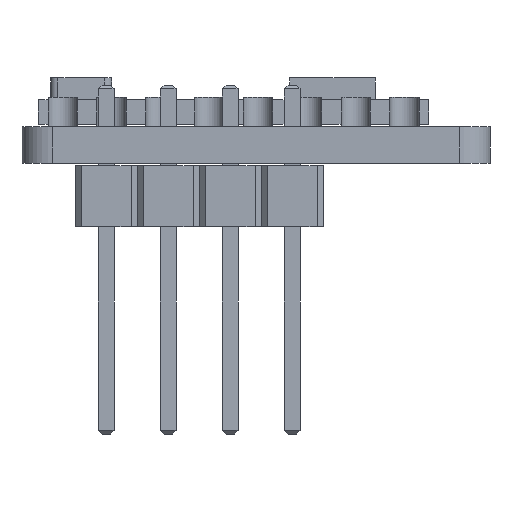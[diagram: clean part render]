
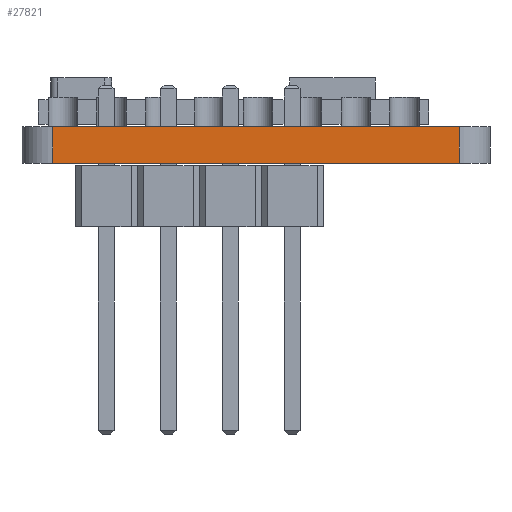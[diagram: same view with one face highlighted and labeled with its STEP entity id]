
A CAD part, front view. The second image highlights one B-rep face of the part: STEP entity #27821.
In plain terms, the highlighted planar face has unit normal (0, -1, 0).
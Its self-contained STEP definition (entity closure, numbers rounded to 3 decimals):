
#8933 = PLANE('',#8934);
#8934 = AXIS2_PLACEMENT_3D('',#8935,#8936,#8937);
#8935 = CARTESIAN_POINT('',(1.365,30.893,1.5));
#8936 = DIRECTION('',(0.,0.,1.));
#8937 = DIRECTION('',(1.,0.,0.));
#8985 = PLANE('',#8986);
#8986 = AXIS2_PLACEMENT_3D('',#8987,#8988,#8989);
#8987 = CARTESIAN_POINT('',(1.365,30.893,0.));
#8988 = DIRECTION('',(0.,0.,1.));
#8989 = DIRECTION('',(1.,0.,0.));
#16535 = VERTEX_POINT('',#16536);
#16536 = CARTESIAN_POINT('',(1.397,0.127,1.5));
#16551 = CYLINDRICAL_SURFACE('',#16552,1.27);
#16552 = AXIS2_PLACEMENT_3D('',#16553,#16554,#16555);
#16553 = CARTESIAN_POINT('',(1.397,1.397,0.));
#16554 = DIRECTION('',(-0.,-0.,-1.));
#16555 = DIRECTION('',(1.,0.,0.));
#16563 = EDGE_CURVE('',#16564,#16535,#16566,.T.);
#16564 = VERTEX_POINT('',#16565);
#16565 = CARTESIAN_POINT('',(18.034,0.127,1.5));
#16566 = SURFACE_CURVE('',#16567,(#16571,#16578),.PCURVE_S1.);
#16567 = LINE('',#16568,#16569);
#16568 = CARTESIAN_POINT('',(18.034,0.127,1.5));
#16569 = VECTOR('',#16570,1.);
#16570 = DIRECTION('',(-1.,0.,0.));
#16571 = PCURVE('',#8933,#16572);
#16572 = DEFINITIONAL_REPRESENTATION('',(#16573),#16577);
#16573 = LINE('',#16574,#16575);
#16574 = CARTESIAN_POINT('',(16.669,-30.766));
#16575 = VECTOR('',#16576,1.);
#16576 = DIRECTION('',(-1.,0.));
#16577 = ( GEOMETRIC_REPRESENTATION_CONTEXT(2) 
PARAMETRIC_REPRESENTATION_CONTEXT() REPRESENTATION_CONTEXT('2D SPACE',''
  ) );
#16578 = PCURVE('',#16579,#16584);
#16579 = PLANE('',#16580);
#16580 = AXIS2_PLACEMENT_3D('',#16581,#16582,#16583);
#16581 = CARTESIAN_POINT('',(18.034,0.127,0.));
#16582 = DIRECTION('',(0.,-1.,0.));
#16583 = DIRECTION('',(-1.,0.,0.));
#16584 = DEFINITIONAL_REPRESENTATION('',(#16585),#16589);
#16585 = LINE('',#16586,#16587);
#16586 = CARTESIAN_POINT('',(0.,-1.5));
#16587 = VECTOR('',#16588,1.);
#16588 = DIRECTION('',(1.,0.));
#16589 = ( GEOMETRIC_REPRESENTATION_CONTEXT(2) 
PARAMETRIC_REPRESENTATION_CONTEXT() REPRESENTATION_CONTEXT('2D SPACE',''
  ) );
#16608 = CYLINDRICAL_SURFACE('',#16609,1.27);
#16609 = AXIS2_PLACEMENT_3D('',#16610,#16611,#16612);
#16610 = CARTESIAN_POINT('',(18.034,1.397,0.));
#16611 = DIRECTION('',(-0.,-0.,-1.));
#16612 = DIRECTION('',(1.,0.,0.));
#22184 = VERTEX_POINT('',#22185);
#22185 = CARTESIAN_POINT('',(1.397,0.127,0.));
#22207 = EDGE_CURVE('',#22208,#22184,#22210,.T.);
#22208 = VERTEX_POINT('',#22209);
#22209 = CARTESIAN_POINT('',(18.034,0.127,0.));
#22210 = SURFACE_CURVE('',#22211,(#22215,#22222),.PCURVE_S1.);
#22211 = LINE('',#22212,#22213);
#22212 = CARTESIAN_POINT('',(18.034,0.127,0.));
#22213 = VECTOR('',#22214,1.);
#22214 = DIRECTION('',(-1.,0.,0.));
#22215 = PCURVE('',#8985,#22216);
#22216 = DEFINITIONAL_REPRESENTATION('',(#22217),#22221);
#22217 = LINE('',#22218,#22219);
#22218 = CARTESIAN_POINT('',(16.669,-30.766));
#22219 = VECTOR('',#22220,1.);
#22220 = DIRECTION('',(-1.,0.));
#22221 = ( GEOMETRIC_REPRESENTATION_CONTEXT(2) 
PARAMETRIC_REPRESENTATION_CONTEXT() REPRESENTATION_CONTEXT('2D SPACE',''
  ) );
#22222 = PCURVE('',#16579,#22223);
#22223 = DEFINITIONAL_REPRESENTATION('',(#22224),#22228);
#22224 = LINE('',#22225,#22226);
#22225 = CARTESIAN_POINT('',(0.,-0.));
#22226 = VECTOR('',#22227,1.);
#22227 = DIRECTION('',(1.,0.));
#22228 = ( GEOMETRIC_REPRESENTATION_CONTEXT(2) 
PARAMETRIC_REPRESENTATION_CONTEXT() REPRESENTATION_CONTEXT('2D SPACE',''
  ) );
#27774 = EDGE_CURVE('',#22208,#16564,#27775,.T.);
#27775 = SURFACE_CURVE('',#27776,(#27780,#27787),.PCURVE_S1.);
#27776 = LINE('',#27777,#27778);
#27777 = CARTESIAN_POINT('',(18.034,0.127,0.));
#27778 = VECTOR('',#27779,1.);
#27779 = DIRECTION('',(0.,0.,1.));
#27780 = PCURVE('',#16608,#27781);
#27781 = DEFINITIONAL_REPRESENTATION('',(#27782),#27786);
#27782 = LINE('',#27783,#27784);
#27783 = CARTESIAN_POINT('',(1.571,0.));
#27784 = VECTOR('',#27785,1.);
#27785 = DIRECTION('',(-0.,-1.));
#27786 = ( GEOMETRIC_REPRESENTATION_CONTEXT(2) 
PARAMETRIC_REPRESENTATION_CONTEXT() REPRESENTATION_CONTEXT('2D SPACE',''
  ) );
#27787 = PCURVE('',#16579,#27788);
#27788 = DEFINITIONAL_REPRESENTATION('',(#27789),#27793);
#27789 = LINE('',#27790,#27791);
#27790 = CARTESIAN_POINT('',(0.,-0.));
#27791 = VECTOR('',#27792,1.);
#27792 = DIRECTION('',(0.,-1.));
#27793 = ( GEOMETRIC_REPRESENTATION_CONTEXT(2) 
PARAMETRIC_REPRESENTATION_CONTEXT() REPRESENTATION_CONTEXT('2D SPACE',''
  ) );
#27799 = EDGE_CURVE('',#22184,#16535,#27800,.T.);
#27800 = SURFACE_CURVE('',#27801,(#27805,#27812),.PCURVE_S1.);
#27801 = LINE('',#27802,#27803);
#27802 = CARTESIAN_POINT('',(1.397,0.127,0.));
#27803 = VECTOR('',#27804,1.);
#27804 = DIRECTION('',(0.,0.,1.));
#27805 = PCURVE('',#16551,#27806);
#27806 = DEFINITIONAL_REPRESENTATION('',(#27807),#27811);
#27807 = LINE('',#27808,#27809);
#27808 = CARTESIAN_POINT('',(1.571,0.));
#27809 = VECTOR('',#27810,1.);
#27810 = DIRECTION('',(-0.,-1.));
#27811 = ( GEOMETRIC_REPRESENTATION_CONTEXT(2) 
PARAMETRIC_REPRESENTATION_CONTEXT() REPRESENTATION_CONTEXT('2D SPACE',''
  ) );
#27812 = PCURVE('',#16579,#27813);
#27813 = DEFINITIONAL_REPRESENTATION('',(#27814),#27818);
#27814 = LINE('',#27815,#27816);
#27815 = CARTESIAN_POINT('',(16.637,0.));
#27816 = VECTOR('',#27817,1.);
#27817 = DIRECTION('',(0.,-1.));
#27818 = ( GEOMETRIC_REPRESENTATION_CONTEXT(2) 
PARAMETRIC_REPRESENTATION_CONTEXT() REPRESENTATION_CONTEXT('2D SPACE',''
  ) );
#27821 = ADVANCED_FACE('',(#27822),#16579,.T.);
#27822 = FACE_BOUND('',#27823,.T.);
#27823 = EDGE_LOOP('',(#27824,#27825,#27826,#27827));
#27824 = ORIENTED_EDGE('',*,*,#27774,.T.);
#27825 = ORIENTED_EDGE('',*,*,#16563,.T.);
#27826 = ORIENTED_EDGE('',*,*,#27799,.F.);
#27827 = ORIENTED_EDGE('',*,*,#22207,.F.);
